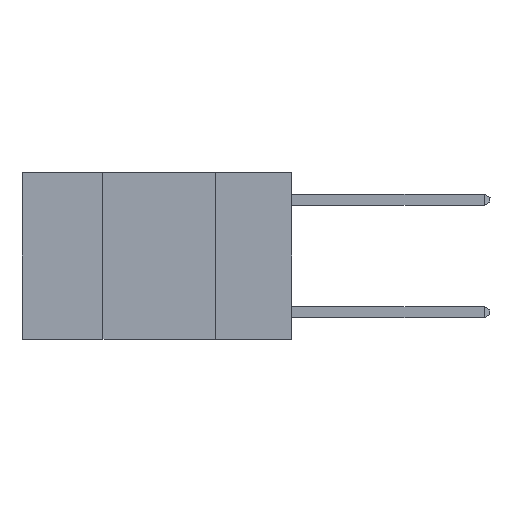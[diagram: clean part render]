
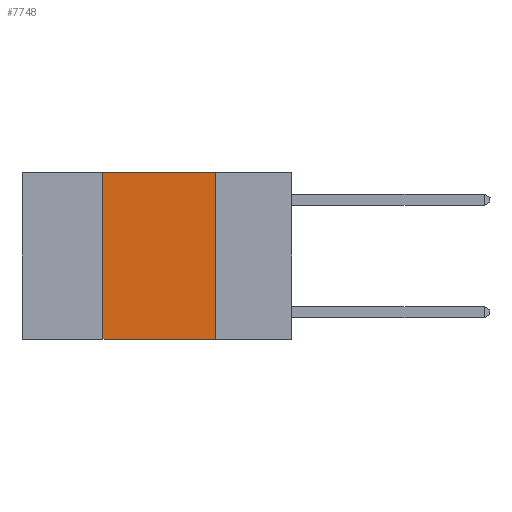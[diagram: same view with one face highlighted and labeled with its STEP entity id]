
A CAD part, left-side view. The second image highlights one B-rep face of the part: STEP entity #7748.
In plain terms, the highlighted planar face has unit normal (-1, 0, 0).
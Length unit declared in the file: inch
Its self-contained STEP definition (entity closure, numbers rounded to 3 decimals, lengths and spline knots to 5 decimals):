
#7 = CARTESIAN_POINT ( 'NONE',  ( 0., 0.42, 0. ) ) ;
#447 = VECTOR ( 'NONE', #4583, 39.37008 ) ;
#560 = LINE ( 'NONE', #9837, #8860 ) ;
#1422 = LINE ( 'NONE', #7, #2123 ) ;
#1676 = EDGE_LOOP ( 'NONE', ( #4658, #4310, #6399, #5852 ) ) ;
#1770 = VERTEX_POINT ( 'NONE', #1845 ) ;
#1845 = CARTESIAN_POINT ( 'NONE',  ( 0., 0.42, 0. ) ) ;
#2123 = VECTOR ( 'NONE', #7675, 39.37008 ) ;
#2244 = FACE_OUTER_BOUND ( 'NONE', #1676, .T. ) ;
#2870 = CARTESIAN_POINT ( 'NONE',  ( 0., 0.42, -0.37 ) ) ;
#2971 = LINE ( 'NONE', #8288, #447 ) ;
#3167 = DIRECTION ( 'NONE',  ( 0., -1., 0. ) ) ;
#3431 = CARTESIAN_POINT ( 'NONE',  ( 0., 0.17, -0.37 ) ) ;
#3451 = EDGE_CURVE ( 'NONE', #1770, #6170, #2971, .T. ) ;
#4310 = ORIENTED_EDGE ( 'NONE', *, *, #3451, .F. ) ;
#4583 = DIRECTION ( 'NONE',  ( 0., -1., 0. ) ) ;
#4658 = ORIENTED_EDGE ( 'NONE', *, *, #6774, .F. ) ;
#5062 = VERTEX_POINT ( 'NONE', #2870 ) ;
#5293 = EDGE_CURVE ( 'NONE', #5062, #6146, #7731, .T. ) ;
#5343 = CARTESIAN_POINT ( 'NONE',  ( 0., 0.6, 0. ) ) ;
#5852 = ORIENTED_EDGE ( 'NONE', *, *, #5293, .T. ) ;
#6146 = VERTEX_POINT ( 'NONE', #3431 ) ;
#6170 = VERTEX_POINT ( 'NONE', #9742 ) ;
#6399 = ORIENTED_EDGE ( 'NONE', *, *, #8117, .F. ) ;
#6774 = EDGE_CURVE ( 'NONE', #6170, #6146, #560, .T. ) ;
#7381 = VECTOR ( 'NONE', #3167, 39.37008 ) ;
#7644 = DIRECTION ( 'NONE',  ( 0., 0., -1. ) ) ;
#7675 = DIRECTION ( 'NONE',  ( 0., 0., 1. ) ) ;
#7731 = LINE ( 'NONE', #7877, #7381 ) ;
#7748 = ADVANCED_FACE ( 'NONE', ( #2244 ), #9796, .F. ) ;
#7877 = CARTESIAN_POINT ( 'NONE',  ( 0., 0.6, -0.37 ) ) ;
#8117 = EDGE_CURVE ( 'NONE', #5062, #1770, #1422, .T. ) ;
#8288 = CARTESIAN_POINT ( 'NONE',  ( 0., 0.6, 0. ) ) ;
#8291 = DIRECTION ( 'NONE',  ( 1., 0., 0. ) ) ;
#8860 = VECTOR ( 'NONE', #9123, 39.37008 ) ;
#9123 = DIRECTION ( 'NONE',  ( 0., 0., -1. ) ) ;
#9742 = CARTESIAN_POINT ( 'NONE',  ( 0., 0.17, 0. ) ) ;
#9796 = PLANE ( 'NONE',  #9834 ) ;
#9834 = AXIS2_PLACEMENT_3D ( 'NONE', #5343, #8291, #7644 ) ;
#9837 = CARTESIAN_POINT ( 'NONE',  ( 0., 0.17, 0. ) ) ;
